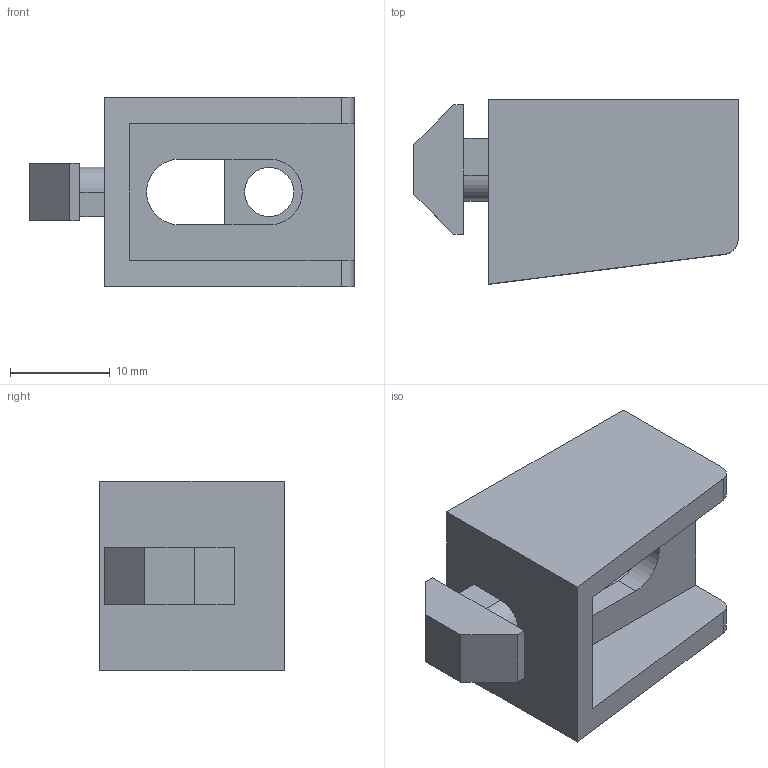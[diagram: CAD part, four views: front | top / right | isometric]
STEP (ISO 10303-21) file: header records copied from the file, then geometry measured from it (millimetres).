
FILE_DESCRIPTION(/* description */ (''),/* implementation_level */ '2;1');
FILE_NAME(/* name */ '11060 KriTec Befestigungsblock 6 PA, transparent (2).stp',/* time_stamp */ '2020-03-19T13:32:36+01:00',/* author */ ('Nell'),/* organization */ (''),/* preprocessor_version */ 'ST-DEVELOPER v17',/* originating_system */ 'Autodesk Inventor 2018',/* authorisation */ '');
FILE_SCHEMA (('AUTOMOTIVE_DESIGN { 1 0 10303 214 3 1 1 }'));
Length unit declared in the file: millimetre
Products named in the file (3): 11090 KriTec Befestigungsblock 6 PA, schwarz (2); 11090_1 (2); 11080_02
Assembly tree (2 placements, depth 2):
  11090 KriTec Befestigungsblock 6 PA, schwarz (2)
    11090_1 (2)
    11080_02
Bounding box: 32.5 x 18.5 x 19 mm (x, y, z)
Volume: 4847.5 mm3; surface area: 3832.6 mm2
Topology: 2 solids, 2 shells, 52 faces, 130 edges, 87 vertices
Faces by surface type: plane 39, cylinder 13
Full cylindrical faces by diameter (mm): 4.917 x1
Entity records: 1671 total; most frequent: CARTESIAN_POINT 274, DIRECTION 271, ORIENTED_EDGE 260, EDGE_CURVE 130, LINE 103, VECTOR 103, VERTEX_POINT 87, AXIS2_PLACEMENT_3D 84
